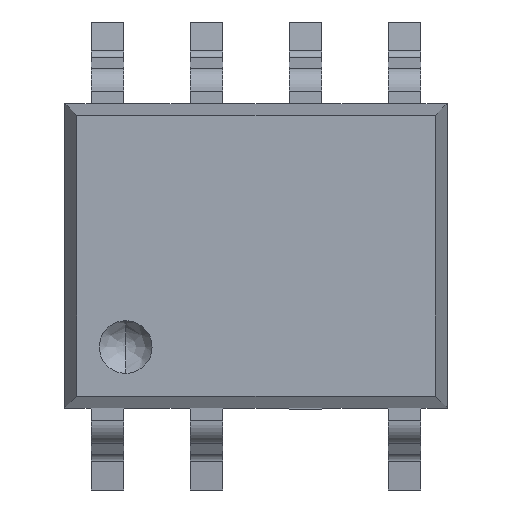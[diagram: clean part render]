
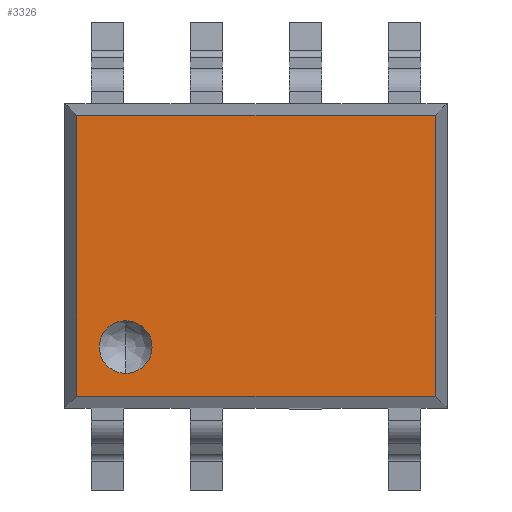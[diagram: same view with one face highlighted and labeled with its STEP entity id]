
A CAD part, top view. The second image highlights one B-rep face of the part: STEP entity #3326.
In plain terms, the highlighted planar face has unit normal (0, 0, 1).
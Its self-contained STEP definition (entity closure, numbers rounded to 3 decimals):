
#91 = ORIENTED_EDGE ( 'NONE', *, *, #1278, .F. ) ;
#137 = CARTESIAN_POINT ( 'NONE',  ( 2.301, -1.801, 1.75 ) ) ;
#226 = VERTEX_POINT ( 'NONE', #1580 ) ;
#236 = DIRECTION ( 'NONE',  ( 0., -1., 0. ) ) ;
#321 = DIRECTION ( 'NONE',  ( -1., 0., 0. ) ) ;
#380 = CARTESIAN_POINT ( 'NONE',  ( -2.301, -1.801, 1.75 ) ) ;
#414 = LINE ( 'NONE', #2064, #4599 ) ;
#559 = VERTEX_POINT ( 'NONE', #5258 ) ;
#870 = VECTOR ( 'NONE', #236, 1000. ) ;
#964 = CARTESIAN_POINT ( 'NONE',  ( -1.67, -1.17, 1.75 ) ) ;
#993 = DIRECTION ( 'NONE',  ( 1., 0., 0. ) ) ;
#1074 = VERTEX_POINT ( 'NONE', #3642 ) ;
#1133 = ORIENTED_EDGE ( 'NONE', *, *, #5427, .F. ) ;
#1278 = EDGE_CURVE ( 'NONE', #559, #5128, #3135, .T. ) ;
#1294 = ORIENTED_EDGE ( 'NONE', *, *, #3591, .T. ) ;
#1391 = ORIENTED_EDGE ( 'NONE', *, *, #4265, .F. ) ;
#1410 = DIRECTION ( 'NONE',  ( 0., -1., 0. ) ) ;
#1563 = CARTESIAN_POINT ( 'NONE',  ( 2.45, -1.801, 1.75 ) ) ;
#1580 = CARTESIAN_POINT ( 'NONE',  ( -1.67, -0.832, 1.75 ) ) ;
#1651 = AXIS2_PLACEMENT_3D ( 'NONE', #4378, #2291, #4874 ) ;
#1709 = DIRECTION ( 'NONE',  ( 0., 0., -1. ) ) ;
#1736 = PLANE ( 'NONE',  #2309 ) ;
#1929 = CIRCLE ( 'NONE', #4300, 0.338 ) ;
#2045 = CARTESIAN_POINT ( 'NONE',  ( -2.301, 1.801, 1.75 ) ) ;
#2064 = CARTESIAN_POINT ( 'NONE',  ( 2.45, 1.801, 1.75 ) ) ;
#2108 = DIRECTION ( 'NONE',  ( 1., 0., 0. ) ) ;
#2117 = EDGE_CURVE ( 'NONE', #5128, #2870, #4520, .T. ) ;
#2291 = DIRECTION ( 'NONE',  ( 0., 0., 1. ) ) ;
#2309 = AXIS2_PLACEMENT_3D ( 'NONE', #5468, #1709, #4244 ) ;
#2395 = EDGE_LOOP ( 'NONE', ( #4598, #1133 ) ) ;
#2828 = EDGE_CURVE ( 'NONE', #1074, #226, #3765, .T. ) ;
#2870 = VERTEX_POINT ( 'NONE', #380 ) ;
#2963 = EDGE_LOOP ( 'NONE', ( #1391, #1294, #4622, #91 ) ) ;
#3002 = VECTOR ( 'NONE', #1410, 1000. ) ;
#3105 = CARTESIAN_POINT ( 'NONE',  ( -2.301, 1.95, 1.75 ) ) ;
#3135 = LINE ( 'NONE', #3984, #870 ) ;
#3326 = ADVANCED_FACE ( 'NONE', ( #5161, #3384 ), #1736, .F. ) ;
#3384 = FACE_OUTER_BOUND ( 'NONE', #2963, .T. ) ;
#3458 = LINE ( 'NONE', #3105, #3002 ) ;
#3591 = EDGE_CURVE ( 'NONE', #4029, #2870, #3458, .T. ) ;
#3642 = CARTESIAN_POINT ( 'NONE',  ( -1.67, -1.508, 1.75 ) ) ;
#3765 = CIRCLE ( 'NONE', #1651, 0.338 ) ;
#3984 = CARTESIAN_POINT ( 'NONE',  ( 2.301, -1.95, 1.75 ) ) ;
#4029 = VERTEX_POINT ( 'NONE', #2045 ) ;
#4244 = DIRECTION ( 'NONE',  ( -1., 0., 0. ) ) ;
#4265 = EDGE_CURVE ( 'NONE', #4029, #559, #414, .T. ) ;
#4300 = AXIS2_PLACEMENT_3D ( 'NONE', #964, #5154, #993 ) ;
#4378 = CARTESIAN_POINT ( 'NONE',  ( -1.67, -1.17, 1.75 ) ) ;
#4520 = LINE ( 'NONE', #1563, #5360 ) ;
#4598 = ORIENTED_EDGE ( 'NONE', *, *, #2828, .F. ) ;
#4599 = VECTOR ( 'NONE', #2108, 1000. ) ;
#4622 = ORIENTED_EDGE ( 'NONE', *, *, #2117, .F. ) ;
#4874 = DIRECTION ( 'NONE',  ( 1., 0., 0. ) ) ;
#5128 = VERTEX_POINT ( 'NONE', #137 ) ;
#5154 = DIRECTION ( 'NONE',  ( 0., 0., 1. ) ) ;
#5161 = FACE_BOUND ( 'NONE', #2395, .T. ) ;
#5258 = CARTESIAN_POINT ( 'NONE',  ( 2.301, 1.801, 1.75 ) ) ;
#5360 = VECTOR ( 'NONE', #321, 1000. ) ;
#5427 = EDGE_CURVE ( 'NONE', #226, #1074, #1929, .T. ) ;
#5468 = CARTESIAN_POINT ( 'NONE',  ( 2.45, 1.95, 1.75 ) ) ;
